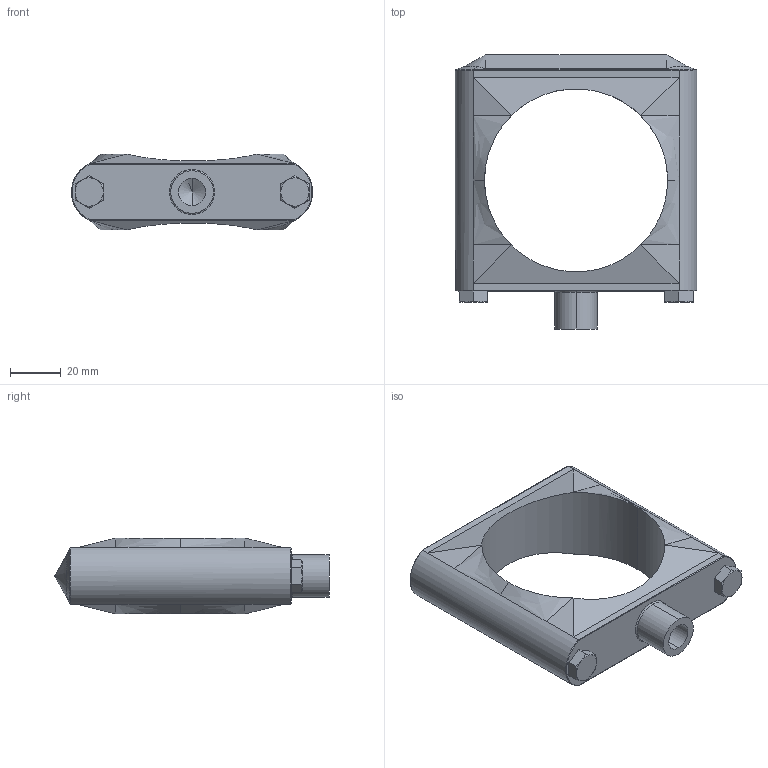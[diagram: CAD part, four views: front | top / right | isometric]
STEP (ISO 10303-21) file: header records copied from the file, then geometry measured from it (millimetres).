
FILE_DESCRIPTION (( 'STEP AP214' ), '1' );
FILE_NAME ('CSDBMTC2.5P304ZP.STEP', '2023-07-08T16:37:30', ( '' ), ( '' ), 'SwSTEP 2.0', 'SolidWorks 2018', '' );
FILE_SCHEMA (( 'AUTOMOTIVE_DESIGN' ));
Length unit declared in the file: inch
Products named in the file (1): CSDBMTC2.5P304ZP
Bounding box: 94.95 x 107.92 x 29.82 mm (x, y, z)
Volume: 101090.5 mm3; surface area: 23184.9 mm2
Topology: 1 solids, 1 shells, 90 faces, 223 edges, 135 vertices
Faces by surface type: plane 34, cone 18, cylinder 15, bspline 14, torus 7, sphere 2
Entity records: 3640 total; most frequent: CARTESIAN_POINT 1650, ORIENTED_EDGE 442, DIRECTION 332, EDGE_CURVE 221, VERTEX_POINT 135, AXIS2_PLACEMENT_3D 121, EDGE_LOOP 94, FACE_OUTER_BOUND 90
